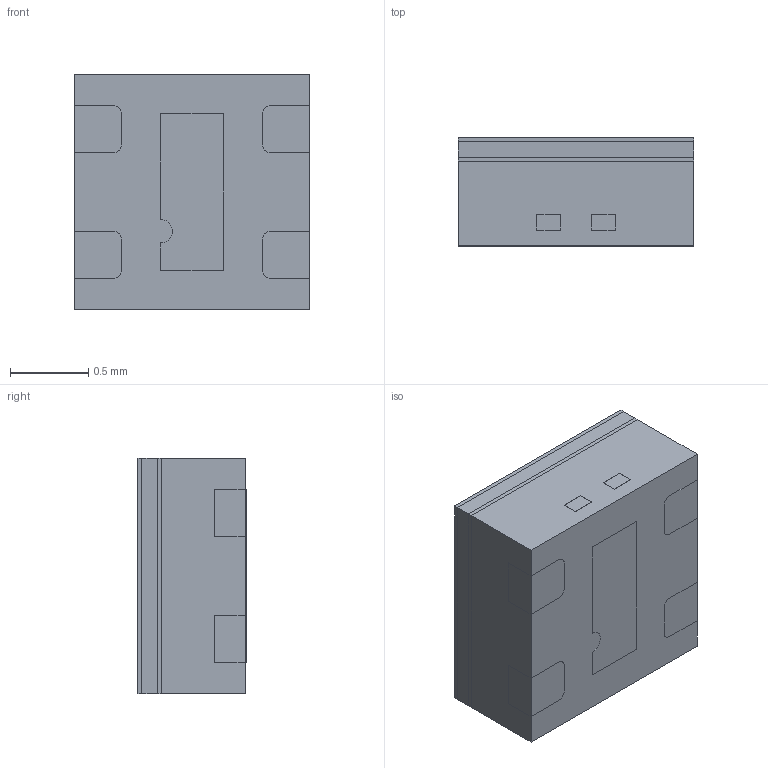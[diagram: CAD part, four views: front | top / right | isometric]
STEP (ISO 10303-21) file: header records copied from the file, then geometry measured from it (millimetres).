
FILE_DESCRIPTION (( 'STEP AP214' ), '1' );
FILE_NAME ('SHT45-AD1F-R2.STEP', '2023-08-21T06:38:20', ( 'USER' ), ( '' ), 'SwSTEP 2.0', 'SolidWorks 2016', '' );
FILE_SCHEMA (( 'AUTOMOTIVE_DESIGN' ));
Length unit declared in the file: millimetre
Products named in the file (1): SHT45-AD1F-R2
Bounding box: 1.5 x 0.69 x 1.5 mm (x, y, z)
Surface area: 24.9 mm2
Topology: 9 solids, 9 shells, 237 faces, 576 edges, 378 vertices
Faces by surface type: plane 177, bspline 47, cylinder 13
Entity records: 11224 total; most frequent: CARTESIAN_POINT 4028, ORIENTED_EDGE 1152, DIRECTION 890, EDGE_CURVE 576, LINE 456, VECTOR 456, VERTEX_POINT 378, EDGE_LOOP 260
